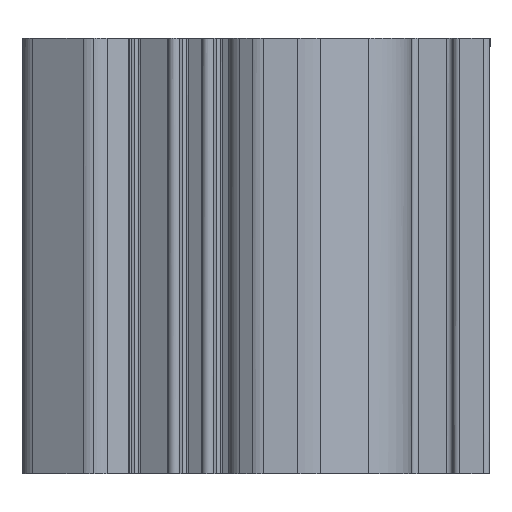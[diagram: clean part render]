
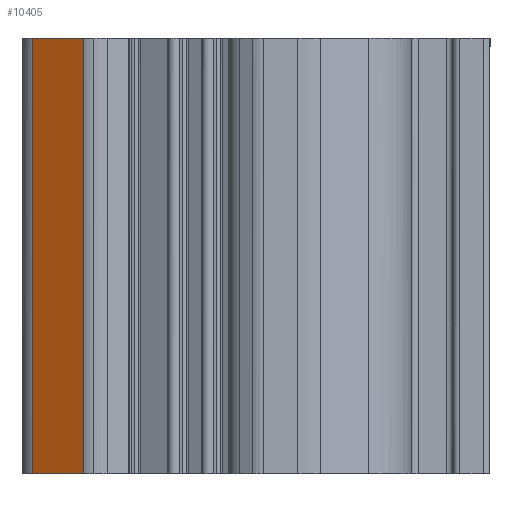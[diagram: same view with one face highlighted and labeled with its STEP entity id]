
A CAD part, left-side view. The second image highlights one B-rep face of the part: STEP entity #10405.
In plain terms, the highlighted planar face has unit normal (-0.866, 0.5, 0).
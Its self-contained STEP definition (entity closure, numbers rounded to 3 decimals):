
#314 = CARTESIAN_POINT ( 'NONE',  ( -55.344, 29.5, 83. ) ) ;
#1068 = CARTESIAN_POINT ( 'NONE',  ( -56.674, 27.195, 63. ) ) ;
#1122 = CARTESIAN_POINT ( 'NONE',  ( -56.674, 27.195, 63. ) ) ;
#1439 = VECTOR ( 'NONE', #9619, 1000. ) ;
#1442 = B_SPLINE_CURVE_WITH_KNOTS ( 'NONE', 3,
 ( #9417, #3610, #5178, #314 ),
 .UNSPECIFIED., .F., .F.,
 ( 4, 4 ),
 ( 0., 1. ),
 .UNSPECIFIED. ) ;
#1465 = LINE ( 'NONE', #10435, #1439 ) ;
#3411 = PLANE ( 'NONE',  #6447 ) ;
#3477 = CARTESIAN_POINT ( 'NONE',  ( -55.344, 29.5, 51.603 ) ) ;
#3610 = CARTESIAN_POINT ( 'NONE',  ( -56.231, 27.963, 83. ) ) ;
#4214 = CARTESIAN_POINT ( 'NONE',  ( -56.674, 27.195, 51.603 ) ) ;
#4602 = VERTEX_POINT ( 'NONE', #1068 ) ;
#4790 = CARTESIAN_POINT ( 'NONE',  ( -55.344, 29.5, 83. ) ) ;
#5024 = DIRECTION ( 'NONE',  ( -0.5, -0.866, 0. ) ) ;
#5156 = EDGE_CURVE ( 'NONE', #8657, #8155, #10065, .T. ) ;
#5178 = CARTESIAN_POINT ( 'NONE',  ( -55.787, 28.732, 83. ) ) ;
#5840 = EDGE_CURVE ( 'NONE', #4602, #6594, #1465, .T. ) ;
#6447 = AXIS2_PLACEMENT_3D ( 'NONE', #4214, #10088, #5024 ) ;
#6493 = FACE_OUTER_BOUND ( 'NONE', #8692, .T. ) ;
#6594 = VERTEX_POINT ( 'NONE', #8855 ) ;
#6667 = VECTOR ( 'NONE', #7611, 1000. ) ;
#7110 = ORIENTED_EDGE ( 'NONE', *, *, #7741, .T. ) ;
#7316 = LINE ( 'NONE', #1122, #6667 ) ;
#7331 = CARTESIAN_POINT ( 'NONE',  ( -55.344, 29.5, 63. ) ) ;
#7611 = DIRECTION ( 'NONE',  ( -0.5, -0.866, 0. ) ) ;
#7719 = EDGE_CURVE ( 'NONE', #8155, #4602, #7316, .T. ) ;
#7741 = EDGE_CURVE ( 'NONE', #6594, #8657, #1442, .T. ) ;
#8043 = ORIENTED_EDGE ( 'NONE', *, *, #5840, .T. ) ;
#8155 = VERTEX_POINT ( 'NONE', #7331 ) ;
#8657 = VERTEX_POINT ( 'NONE', #4790 ) ;
#8692 = EDGE_LOOP ( 'NONE', ( #10666, #9375, #8043, #7110 ) ) ;
#8855 = CARTESIAN_POINT ( 'NONE',  ( -56.674, 27.195, 83. ) ) ;
#9375 = ORIENTED_EDGE ( 'NONE', *, *, #7719, .T. ) ;
#9417 = CARTESIAN_POINT ( 'NONE',  ( -56.674, 27.195, 83. ) ) ;
#9619 = DIRECTION ( 'NONE',  ( 0., 0., 1. ) ) ;
#9951 = VECTOR ( 'NONE', #10109, 1000. ) ;
#10065 = LINE ( 'NONE', #3477, #9951 ) ;
#10088 = DIRECTION ( 'NONE',  ( -0.866, 0.5, 0. ) ) ;
#10109 = DIRECTION ( 'NONE',  ( 0., 0., -1. ) ) ;
#10405 = ADVANCED_FACE ( 'NONE', ( #6493 ), #3411, .T. ) ;
#10435 = CARTESIAN_POINT ( 'NONE',  ( -56.674, 27.195, 51.603 ) ) ;
#10666 = ORIENTED_EDGE ( 'NONE', *, *, #5156, .T. ) ;
